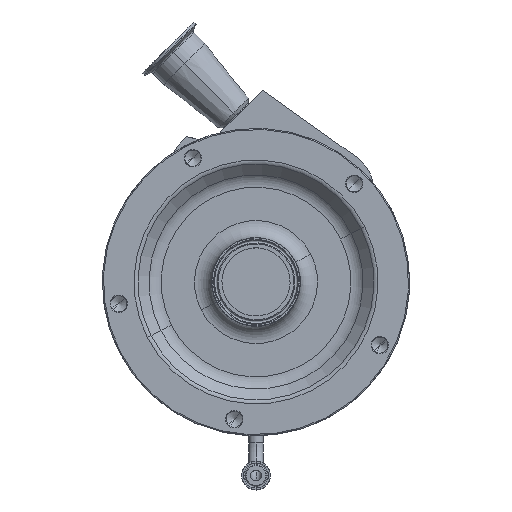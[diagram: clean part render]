
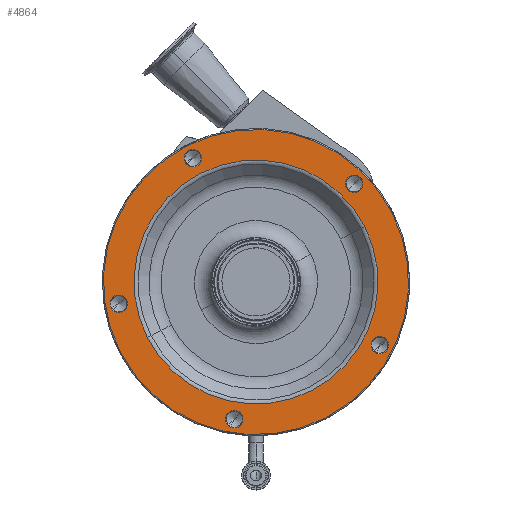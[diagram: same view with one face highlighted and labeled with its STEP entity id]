
A CAD part, top view. The second image highlights one B-rep face of the part: STEP entity #4864.
In plain terms, the highlighted planar face has unit normal (0, 0, 1).
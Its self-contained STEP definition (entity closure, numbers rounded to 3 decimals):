
#21 = FACE_BOUND ( 'NONE', #5488, .T. ) ;
#162 = VERTEX_POINT ( 'NONE', #2662 ) ;
#241 = EDGE_CURVE ( 'NONE', #1707, #4022, #8588, .T. ) ;
#268 = EDGE_LOOP ( 'NONE', ( #3371, #9141 ) ) ;
#305 = CARTESIAN_POINT ( 'NONE',  ( 108.703, -55.387, 250.5 ) ) ;
#508 = EDGE_CURVE ( 'NONE', #3738, #4335, #2411, .T. ) ;
#684 = ORIENTED_EDGE ( 'NONE', *, *, #6106, .T. ) ;
#735 = CARTESIAN_POINT ( 'NONE',  ( -60.835, 119.395, 250.5 ) ) ;
#767 = EDGE_CURVE ( 'NONE', #4022, #1707, #7356, .T. ) ;
#933 = ORIENTED_EDGE ( 'NONE', *, *, #5057, .T. ) ;
#934 = CIRCLE ( 'NONE', #1837, 7.644 ) ;
#961 = AXIS2_PLACEMENT_3D ( 'NONE', #8132, #8351, #10763 ) ;
#1001 = ORIENTED_EDGE ( 'NONE', *, *, #8625, .T. ) ;
#1040 = CARTESIAN_POINT ( 'NONE',  ( 95.401, 48.609, 250.5 ) ) ;
#1130 = AXIS2_PLACEMENT_3D ( 'NONE', #3946, #8416, #7463 ) ;
#1168 = AXIS2_PLACEMENT_3D ( 'NONE', #1572, #9191, #7444 ) ;
#1200 = DIRECTION ( 'NONE',  ( -0.891, -0.454, 0. ) ) ;
#1276 = ORIENTED_EDGE ( 'NONE', *, *, #6415, .T. ) ;
#1397 = EDGE_CURVE ( 'NONE', #4366, #4934, #9323, .T. ) ;
#1444 = AXIS2_PLACEMENT_3D ( 'NONE', #4968, #5864, #1777 ) ;
#1464 = VERTEX_POINT ( 'NONE', #10378 ) ;
#1497 = AXIS2_PLACEMENT_3D ( 'NONE', #305, #7012, #1200 ) ;
#1521 = CIRCLE ( 'NONE', #1168, 7.644 ) ;
#1554 = CARTESIAN_POINT ( 'NONE',  ( -127.309, -22.555, 250.5 ) ) ;
#1572 = CARTESIAN_POINT ( 'NONE',  ( -55.387, 108.703, 250.5 ) ) ;
#1669 = EDGE_CURVE ( 'NONE', #5847, #7938, #1991, .T. ) ;
#1700 = DIRECTION ( 'NONE',  ( 0., 0., -1. ) ) ;
#1707 = VERTEX_POINT ( 'NONE', #1554 ) ;
#1714 = DIRECTION ( 'NONE',  ( -0.891, -0.454, 0. ) ) ;
#1777 = DIRECTION ( 'NONE',  ( -0.891, -0.454, 0. ) ) ;
#1809 = FACE_OUTER_BOUND ( 'NONE', #268, .T. ) ;
#1837 = AXIS2_PLACEMENT_3D ( 'NONE', #6837, #10329, #2827 ) ;
#1889 = CARTESIAN_POINT ( 'NONE',  ( -120.498, -19.085, 250.5 ) ) ;
#1920 = EDGE_LOOP ( 'NONE', ( #7167, #933 ) ) ;
#1922 = DIRECTION ( 'NONE',  ( -0.891, -0.454, 0. ) ) ;
#1940 = DIRECTION ( 'NONE',  ( -0.891, -0.454, 0. ) ) ;
#1991 = CIRCLE ( 'NONE', #1444, 107.071 ) ;
#2026 = CARTESIAN_POINT ( 'NONE',  ( -120.498, -19.085, 250.5 ) ) ;
#2032 = VERTEX_POINT ( 'NONE', #3848 ) ;
#2090 = DIRECTION ( 'NONE',  ( 0., 0., -1. ) ) ;
#2283 = ORIENTED_EDGE ( 'NONE', *, *, #1669, .T. ) ;
#2411 = CIRCLE ( 'NONE', #3878, 134. ) ;
#2466 = DIRECTION ( 'NONE',  ( 0., 0., -1. ) ) ;
#2539 = AXIS2_PLACEMENT_3D ( 'NONE', #1889, #5414, #1940 ) ;
#2541 = CARTESIAN_POINT ( 'NONE',  ( 115.513, -51.917, 250.5 ) ) ;
#2636 = EDGE_CURVE ( 'NONE', #3912, #2032, #934, .T. ) ;
#2662 = CARTESIAN_POINT ( 'NONE',  ( 101.892, -58.857, 250.5 ) ) ;
#2713 = CARTESIAN_POINT ( 'NONE',  ( 79.456, 82.797, 250.5 ) ) ;
#2766 = CARTESIAN_POINT ( 'NONE',  ( -19.085, -120.498, 250.5 ) ) ;
#2827 = DIRECTION ( 'NONE',  ( -0.891, -0.454, 0. ) ) ;
#2839 = DIRECTION ( 'NONE',  ( 0., 0., -1. ) ) ;
#3171 = AXIS2_PLACEMENT_3D ( 'NONE', #8760, #2839, #10604 ) ;
#3180 = CARTESIAN_POINT ( 'NONE',  ( -12.274, -117.028, 250.5 ) ) ;
#3352 = EDGE_LOOP ( 'NONE', ( #1001, #2283 ) ) ;
#3371 = ORIENTED_EDGE ( 'NONE', *, *, #508, .F. ) ;
#3549 = DIRECTION ( 'NONE',  ( 0., 0., -1. ) ) ;
#3738 = VERTEX_POINT ( 'NONE', #10101 ) ;
#3848 = CARTESIAN_POINT ( 'NONE',  ( 93.078, 89.737, 250.5 ) ) ;
#3878 = AXIS2_PLACEMENT_3D ( 'NONE', #9419, #2466, #5160 ) ;
#3912 = VERTEX_POINT ( 'NONE', #2713 ) ;
#3946 = CARTESIAN_POINT ( 'NONE',  ( -55.387, 108.703, 250.5 ) ) ;
#4022 = VERTEX_POINT ( 'NONE', #6342 ) ;
#4163 = VERTEX_POINT ( 'NONE', #9472 ) ;
#4170 = CIRCLE ( 'NONE', #961, 7.644 ) ;
#4335 = VERTEX_POINT ( 'NONE', #7936 ) ;
#4366 = VERTEX_POINT ( 'NONE', #3180 ) ;
#4395 = FACE_BOUND ( 'NONE', #8490, .T. ) ;
#4643 = CARTESIAN_POINT ( 'NONE',  ( -95.401, -48.609, 250.5 ) ) ;
#4864 = ADVANCED_FACE ( 'NONE', ( #9375, #4999, #21, #6743, #4395, #1809, #8413 ), #7807, .F. ) ;
#4912 = AXIS2_PLACEMENT_3D ( 'NONE', #5360, #9727, #6421 ) ;
#4934 = VERTEX_POINT ( 'NONE', #6910 ) ;
#4968 = CARTESIAN_POINT ( 'NONE',  ( 0., 0., 250.5 ) ) ;
#4974 = VERTEX_POINT ( 'NONE', #2541 ) ;
#4999 = FACE_BOUND ( 'NONE', #1920, .T. ) ;
#5057 = EDGE_CURVE ( 'NONE', #162, #4974, #8470, .T. ) ;
#5160 = DIRECTION ( 'NONE',  ( -0.891, -0.454, 0. ) ) ;
#5230 = DIRECTION ( 'NONE',  ( -0.891, -0.454, 0. ) ) ;
#5276 = ORIENTED_EDGE ( 'NONE', *, *, #5922, .T. ) ;
#5360 = CARTESIAN_POINT ( 'NONE',  ( 86.267, 86.267, 250.5 ) ) ;
#5414 = DIRECTION ( 'NONE',  ( 0., 0., -1. ) ) ;
#5488 = EDGE_LOOP ( 'NONE', ( #9439, #1276 ) ) ;
#5847 = VERTEX_POINT ( 'NONE', #1040 ) ;
#5864 = DIRECTION ( 'NONE',  ( 0., 0., -1. ) ) ;
#5872 = ORIENTED_EDGE ( 'NONE', *, *, #767, .T. ) ;
#5894 = AXIS2_PLACEMENT_3D ( 'NONE', #2026, #2090, #1922 ) ;
#5922 = EDGE_CURVE ( 'NONE', #2032, #3912, #10812, .T. ) ;
#6059 = EDGE_LOOP ( 'NONE', ( #5872, #10477 ) ) ;
#6106 = EDGE_CURVE ( 'NONE', #4163, #1464, #8831, .T. ) ;
#6342 = CARTESIAN_POINT ( 'NONE',  ( -113.687, -15.615, 250.5 ) ) ;
#6415 = EDGE_CURVE ( 'NONE', #4934, #4366, #4170, .T. ) ;
#6421 = DIRECTION ( 'NONE',  ( -0.891, -0.454, 0. ) ) ;
#6743 = FACE_BOUND ( 'NONE', #6059, .T. ) ;
#6837 = CARTESIAN_POINT ( 'NONE',  ( 86.267, 86.267, 250.5 ) ) ;
#6894 = CIRCLE ( 'NONE', #10303, 134. ) ;
#6910 = CARTESIAN_POINT ( 'NONE',  ( -25.896, -123.968, 250.5 ) ) ;
#7012 = DIRECTION ( 'NONE',  ( 0., 0., -1. ) ) ;
#7167 = ORIENTED_EDGE ( 'NONE', *, *, #10307, .T. ) ;
#7356 = CIRCLE ( 'NONE', #2539, 7.644 ) ;
#7444 = DIRECTION ( 'NONE',  ( -0.891, -0.454, 0. ) ) ;
#7463 = DIRECTION ( 'NONE',  ( -0.891, -0.454, 0. ) ) ;
#7616 = DIRECTION ( 'NONE',  ( -0.891, -0.454, 0. ) ) ;
#7756 = EDGE_CURVE ( 'NONE', #4335, #3738, #6894, .T. ) ;
#7807 = PLANE ( 'NONE',  #10449 ) ;
#7936 = CARTESIAN_POINT ( 'NONE',  ( 119.395, 60.835, 250.5 ) ) ;
#7938 = VERTEX_POINT ( 'NONE', #4643 ) ;
#8132 = CARTESIAN_POINT ( 'NONE',  ( -19.085, -120.498, 250.5 ) ) ;
#8351 = DIRECTION ( 'NONE',  ( 0., 0., -1. ) ) ;
#8413 = FACE_BOUND ( 'NONE', #3352, .T. ) ;
#8416 = DIRECTION ( 'NONE',  ( 0., 0., -1. ) ) ;
#8470 = CIRCLE ( 'NONE', #1497, 7.644 ) ;
#8490 = EDGE_LOOP ( 'NONE', ( #8619, #684 ) ) ;
#8588 = CIRCLE ( 'NONE', #5894, 7.644 ) ;
#8619 = ORIENTED_EDGE ( 'NONE', *, *, #8791, .T. ) ;
#8625 = EDGE_CURVE ( 'NONE', #7938, #5847, #8868, .T. ) ;
#8760 = CARTESIAN_POINT ( 'NONE',  ( 108.703, -55.387, 250.5 ) ) ;
#8791 = EDGE_CURVE ( 'NONE', #1464, #4163, #1521, .T. ) ;
#8831 = CIRCLE ( 'NONE', #1130, 7.644 ) ;
#8868 = CIRCLE ( 'NONE', #10655, 107.071 ) ;
#9141 = ORIENTED_EDGE ( 'NONE', *, *, #7756, .F. ) ;
#9191 = DIRECTION ( 'NONE',  ( 0., 0., -1. ) ) ;
#9251 = CARTESIAN_POINT ( 'NONE',  ( 0., 0., 250.5 ) ) ;
#9323 = CIRCLE ( 'NONE', #10409, 7.644 ) ;
#9375 = FACE_BOUND ( 'NONE', #9451, .T. ) ;
#9393 = DIRECTION ( 'NONE',  ( 0., 0., -1. ) ) ;
#9419 = CARTESIAN_POINT ( 'NONE',  ( 0., 0., 250.5 ) ) ;
#9439 = ORIENTED_EDGE ( 'NONE', *, *, #1397, .T. ) ;
#9451 = EDGE_LOOP ( 'NONE', ( #5276, #10294 ) ) ;
#9472 = CARTESIAN_POINT ( 'NONE',  ( -62.197, 105.233, 250.5 ) ) ;
#9534 = DIRECTION ( 'NONE',  ( -0.891, -0.454, 0. ) ) ;
#9566 = CARTESIAN_POINT ( 'NONE',  ( 0., 0., 250.5 ) ) ;
#9617 = CIRCLE ( 'NONE', #3171, 7.644 ) ;
#9727 = DIRECTION ( 'NONE',  ( 0., 0., -1. ) ) ;
#10101 = CARTESIAN_POINT ( 'NONE',  ( -119.395, -60.835, 250.5 ) ) ;
#10294 = ORIENTED_EDGE ( 'NONE', *, *, #2636, .T. ) ;
#10303 = AXIS2_PLACEMENT_3D ( 'NONE', #9251, #10916, #7616 ) ;
#10307 = EDGE_CURVE ( 'NONE', #4974, #162, #9617, .T. ) ;
#10329 = DIRECTION ( 'NONE',  ( 0., 0., -1. ) ) ;
#10378 = CARTESIAN_POINT ( 'NONE',  ( -48.576, 112.173, 250.5 ) ) ;
#10409 = AXIS2_PLACEMENT_3D ( 'NONE', #2766, #3549, #9534 ) ;
#10449 = AXIS2_PLACEMENT_3D ( 'NONE', #735, #1700, #5230 ) ;
#10477 = ORIENTED_EDGE ( 'NONE', *, *, #241, .T. ) ;
#10604 = DIRECTION ( 'NONE',  ( -0.891, -0.454, 0. ) ) ;
#10655 = AXIS2_PLACEMENT_3D ( 'NONE', #9566, #9393, #1714 ) ;
#10763 = DIRECTION ( 'NONE',  ( -0.891, -0.454, 0. ) ) ;
#10812 = CIRCLE ( 'NONE', #4912, 7.644 ) ;
#10916 = DIRECTION ( 'NONE',  ( 0., 0., -1. ) ) ;
